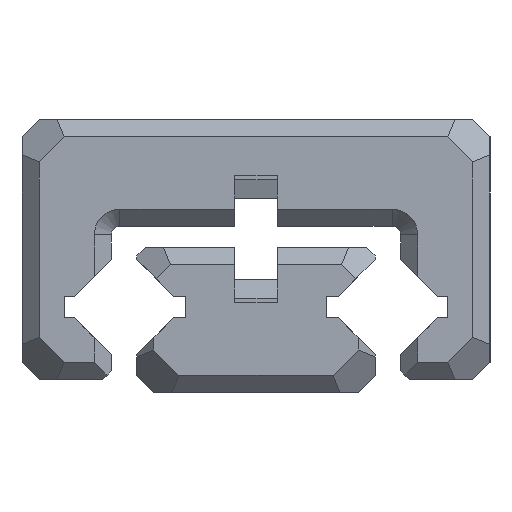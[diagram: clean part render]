
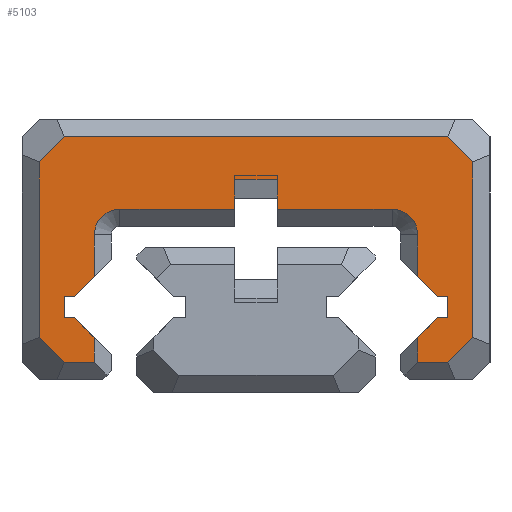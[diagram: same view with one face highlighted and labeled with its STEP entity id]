
A CAD part, left-side view. The second image highlights one B-rep face of the part: STEP entity #5103.
In plain terms, the highlighted planar face has unit normal (-1, 0, 0).
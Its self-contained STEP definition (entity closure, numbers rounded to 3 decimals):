
#4707=CIRCLE('',#28354,0.3);
#4708=CIRCLE('',#28355,0.3);
#5103=ADVANCED_FACE('',(#7322),#6309,.F.);
#6309=PLANE('',#28356);
#7322=FACE_OUTER_BOUND('',#8575,.T.);
#8575=EDGE_LOOP('',(#12017,#12018,#12019,#12020,#12021,#12022,#12023,#12024,
#12025,#12026,#12027,#12028,#12029,#12030,#12031,#12032,#12033,#12034,#12035,
#12036,#12037,#12038,#12039,#12040,#12041,#12042,#12043,#12044,#12045,#12046));
#12017=ORIENTED_EDGE('',*,*,#20221,.F.);
#12018=ORIENTED_EDGE('',*,*,#20222,.F.);
#12019=ORIENTED_EDGE('',*,*,#20223,.F.);
#12020=ORIENTED_EDGE('',*,*,#20224,.T.);
#12021=ORIENTED_EDGE('',*,*,#20225,.T.);
#12022=ORIENTED_EDGE('',*,*,#20226,.T.);
#12023=ORIENTED_EDGE('',*,*,#20227,.F.);
#12024=ORIENTED_EDGE('',*,*,#20228,.F.);
#12025=ORIENTED_EDGE('',*,*,#20229,.F.);
#12026=ORIENTED_EDGE('',*,*,#20230,.F.);
#12027=ORIENTED_EDGE('',*,*,#20231,.F.);
#12028=ORIENTED_EDGE('',*,*,#20232,.T.);
#12029=ORIENTED_EDGE('',*,*,#20233,.T.);
#12030=ORIENTED_EDGE('',*,*,#20234,.T.);
#12031=ORIENTED_EDGE('',*,*,#20235,.T.);
#12032=ORIENTED_EDGE('',*,*,#20236,.T.);
#12033=ORIENTED_EDGE('',*,*,#20237,.T.);
#12034=ORIENTED_EDGE('',*,*,#20238,.T.);
#12035=ORIENTED_EDGE('',*,*,#20239,.T.);
#12036=ORIENTED_EDGE('',*,*,#20240,.T.);
#12037=ORIENTED_EDGE('',*,*,#20241,.T.);
#12038=ORIENTED_EDGE('',*,*,#20242,.T.);
#12039=ORIENTED_EDGE('',*,*,#20243,.F.);
#12040=ORIENTED_EDGE('',*,*,#20244,.F.);
#12041=ORIENTED_EDGE('',*,*,#20245,.F.);
#12042=ORIENTED_EDGE('',*,*,#20246,.F.);
#12043=ORIENTED_EDGE('',*,*,#20247,.F.);
#12044=ORIENTED_EDGE('',*,*,#20248,.T.);
#12045=ORIENTED_EDGE('',*,*,#20249,.T.);
#12046=ORIENTED_EDGE('',*,*,#20250,.T.);
#17637=VERTEX_POINT('',#38108);
#17638=VERTEX_POINT('',#38109);
#17639=VERTEX_POINT('',#38111);
#17640=VERTEX_POINT('',#38113);
#17641=VERTEX_POINT('',#38115);
#17642=VERTEX_POINT('',#38117);
#17643=VERTEX_POINT('',#38119);
#17644=VERTEX_POINT('',#38121);
#17645=VERTEX_POINT('',#38123);
#17646=VERTEX_POINT('',#38125);
#17647=VERTEX_POINT('',#38127);
#17648=VERTEX_POINT('',#38129);
#17649=VERTEX_POINT('',#38131);
#17650=VERTEX_POINT('',#38133);
#17651=VERTEX_POINT('',#38135);
#17652=VERTEX_POINT('',#38137);
#17653=VERTEX_POINT('',#38139);
#17654=VERTEX_POINT('',#38141);
#17655=VERTEX_POINT('',#38143);
#17656=VERTEX_POINT('',#38145);
#17657=VERTEX_POINT('',#38147);
#17658=VERTEX_POINT('',#38149);
#17659=VERTEX_POINT('',#38151);
#17660=VERTEX_POINT('',#38153);
#17661=VERTEX_POINT('',#38155);
#17662=VERTEX_POINT('',#38157);
#17663=VERTEX_POINT('',#38159);
#17664=VERTEX_POINT('',#38161);
#17665=VERTEX_POINT('',#38163);
#17666=VERTEX_POINT('',#38165);
#20221=EDGE_CURVE('',#17637,#17638,#23453,.T.);
#20222=EDGE_CURVE('',#17639,#17637,#23454,.T.);
#20223=EDGE_CURVE('',#17640,#17639,#23455,.T.);
#20224=EDGE_CURVE('',#17640,#17641,#23456,.T.);
#20225=EDGE_CURVE('',#17641,#17642,#4707,.T.);
#20226=EDGE_CURVE('',#17642,#17643,#23457,.T.);
#20227=EDGE_CURVE('',#17644,#17643,#23458,.T.);
#20228=EDGE_CURVE('',#17645,#17644,#23459,.T.);
#20229=EDGE_CURVE('',#17646,#17645,#23460,.T.);
#20230=EDGE_CURVE('',#17647,#17646,#23461,.T.);
#20231=EDGE_CURVE('',#17648,#17647,#23462,.T.);
#20232=EDGE_CURVE('',#17648,#17649,#23463,.T.);
#20233=EDGE_CURVE('',#17649,#17650,#23464,.T.);
#20234=EDGE_CURVE('',#17650,#17651,#23465,.T.);
#20235=EDGE_CURVE('',#17651,#17652,#23466,.T.);
#20236=EDGE_CURVE('',#17652,#17653,#23467,.T.);
#20237=EDGE_CURVE('DRAWINGID_17',#17653,#17654,#23468,.T.);
#20238=EDGE_CURVE('',#17654,#17655,#23469,.T.);
#20239=EDGE_CURVE('',#17655,#17656,#23470,.T.);
#20240=EDGE_CURVE('',#17656,#17657,#23471,.T.);
#20241=EDGE_CURVE('',#17657,#17658,#23472,.T.);
#20242=EDGE_CURVE('',#17658,#17659,#23473,.T.);
#20243=EDGE_CURVE('',#17660,#17659,#23474,.T.);
#20244=EDGE_CURVE('',#17661,#17660,#23475,.T.);
#20245=EDGE_CURVE('',#17662,#17661,#23476,.T.);
#20246=EDGE_CURVE('',#17663,#17662,#23477,.T.);
#20247=EDGE_CURVE('',#17664,#17663,#23478,.T.);
#20248=EDGE_CURVE('',#17664,#17665,#23479,.T.);
#20249=EDGE_CURVE('',#17665,#17666,#4708,.T.);
#20250=EDGE_CURVE('',#17666,#17638,#23480,.T.);
#23453=LINE('',#38107,#26441);
#23454=LINE('',#38110,#26442);
#23455=LINE('',#38112,#26443);
#23456=LINE('',#38114,#26444);
#23457=LINE('',#38118,#26445);
#23458=LINE('',#38120,#26446);
#23459=LINE('',#38122,#26447);
#23460=LINE('',#38124,#26448);
#23461=LINE('',#38126,#26449);
#23462=LINE('',#38128,#26450);
#23463=LINE('',#38130,#26451);
#23464=LINE('',#38132,#26452);
#23465=LINE('',#38134,#26453);
#23466=LINE('',#38136,#26454);
#23467=LINE('',#38138,#26455);
#23468=LINE('',#38140,#26456);
#23469=LINE('',#38142,#26457);
#23470=LINE('',#38144,#26458);
#23471=LINE('',#38146,#26459);
#23472=LINE('',#38148,#26460);
#23473=LINE('',#38150,#26461);
#23474=LINE('',#38152,#26462);
#23475=LINE('',#38154,#26463);
#23476=LINE('',#38156,#26464);
#23477=LINE('',#38158,#26465);
#23478=LINE('',#38160,#26466);
#23479=LINE('',#38162,#26467);
#23480=LINE('',#38166,#26468);
#26441=VECTOR('',#31322,1.);
#26442=VECTOR('',#31323,1.);
#26443=VECTOR('',#31324,1.);
#26444=VECTOR('',#31325,1.);
#26445=VECTOR('',#31328,1.);
#26446=VECTOR('',#31329,1.);
#26447=VECTOR('',#31330,1.);
#26448=VECTOR('',#31331,1.);
#26449=VECTOR('',#31332,1.);
#26450=VECTOR('',#31333,1.);
#26451=VECTOR('',#31334,1.);
#26452=VECTOR('',#31335,1.);
#26453=VECTOR('',#31336,1.);
#26454=VECTOR('',#31337,1.);
#26455=VECTOR('',#31338,1.);
#26456=VECTOR('',#31339,1.);
#26457=VECTOR('',#31340,1.);
#26458=VECTOR('',#31341,1.);
#26459=VECTOR('',#31342,1.);
#26460=VECTOR('',#31343,1.);
#26461=VECTOR('',#31344,1.);
#26462=VECTOR('',#31345,1.);
#26463=VECTOR('',#31346,1.);
#26464=VECTOR('',#31347,1.);
#26465=VECTOR('',#31348,1.);
#26466=VECTOR('',#31349,1.);
#26467=VECTOR('',#31350,1.);
#26468=VECTOR('',#31353,1.);
#28354=AXIS2_PLACEMENT_3D('',#38116,#31326,#31327);
#28355=AXIS2_PLACEMENT_3D('',#38164,#31351,#31352);
#28356=AXIS2_PLACEMENT_3D('',#38167,#31354,#31355);
#31322=DIRECTION('',(0.,0.,-1.));
#31323=DIRECTION('',(0.,1.,0.));
#31324=DIRECTION('',(0.,0.,1.));
#31325=DIRECTION('',(0.,-1.,0.));
#31326=DIRECTION('',(1.,0.,0.));
#31327=DIRECTION('',(0.,0.,-1.));
#31328=DIRECTION('',(0.,0.,-1.));
#31329=DIRECTION('',(0.,0.707,0.707));
#31330=DIRECTION('',(0.,1.,0.));
#31331=DIRECTION('',(0.,0.,1.));
#31332=DIRECTION('',(0.,-1.,0.));
#31333=DIRECTION('',(0.,-0.707,0.707));
#31334=DIRECTION('',(0.,0.,-1.));
#31335=DIRECTION('',(0.,-1.,0.));
#31336=DIRECTION('',(0.,-0.707,0.707));
#31337=DIRECTION('',(0.,0.,1.));
#31338=DIRECTION('',(0.,0.707,0.707));
#31339=DIRECTION('',(0.,1.,0.));
#31340=DIRECTION('',(0.,0.707,-0.707));
#31341=DIRECTION('',(0.,0.,-1.));
#31342=DIRECTION('',(0.,-0.707,-0.707));
#31343=DIRECTION('',(0.,-1.,0.));
#31344=DIRECTION('',(0.,0.,1.));
#31345=DIRECTION('',(0.,-0.707,-0.707));
#31346=DIRECTION('',(0.,-1.,0.));
#31347=DIRECTION('',(0.,0.,-1.));
#31348=DIRECTION('',(0.,1.,0.));
#31349=DIRECTION('',(0.,0.707,-0.707));
#31350=DIRECTION('',(0.,0.,1.));
#31351=DIRECTION('',(1.,0.,0.));
#31352=DIRECTION('',(0.,0.,-1.));
#31353=DIRECTION('',(0.,-1.,0.));
#31354=DIRECTION('',(1.,0.,0.));
#31355=DIRECTION('',(0.,0.,1.));
#38107=CARTESIAN_POINT('',(-12.5,0.25,0.));
#38108=CARTESIAN_POINT('',(-12.5,0.25,2.496));
#38109=CARTESIAN_POINT('',(-12.5,0.25,2.15));
#38110=CARTESIAN_POINT('',(-12.5,0.,2.496));
#38111=CARTESIAN_POINT('',(-12.5,-0.25,2.496));
#38112=CARTESIAN_POINT('',(-12.5,-0.25,0.));
#38113=CARTESIAN_POINT('',(-12.5,-0.25,2.15));
#38114=CARTESIAN_POINT('',(-12.5,0.,2.15));
#38115=CARTESIAN_POINT('',(-12.5,-1.6,2.15));
#38116=CARTESIAN_POINT('',(-12.5,-1.6,1.85));
#38117=CARTESIAN_POINT('',(-12.5,-1.9,1.85));
#38118=CARTESIAN_POINT('',(-12.5,-1.9,0.));
#38119=CARTESIAN_POINT('',(-12.5,-1.9,1.357));
#38120=CARTESIAN_POINT('',(-12.5,-2.132,1.125));
#38121=CARTESIAN_POINT('',(-12.5,-2.132,1.125));
#38122=CARTESIAN_POINT('',(-12.5,-2.25,1.125));
#38123=CARTESIAN_POINT('',(-12.5,-2.25,1.125));
#38124=CARTESIAN_POINT('',(-12.5,-2.25,1.007));
#38125=CARTESIAN_POINT('',(-12.5,-2.25,0.875));
#38126=CARTESIAN_POINT('',(-12.5,-2.132,0.875));
#38127=CARTESIAN_POINT('',(-12.5,-2.132,0.875));
#38128=CARTESIAN_POINT('',(-12.5,-1.7,0.443));
#38129=CARTESIAN_POINT('',(-12.5,-1.9,0.643));
#38130=CARTESIAN_POINT('',(-12.5,-1.9,0.));
#38131=CARTESIAN_POINT('',(-12.5,-1.9,0.35));
#38132=CARTESIAN_POINT('',(-12.5,0.,0.35));
#38133=CARTESIAN_POINT('',(-12.5,-2.255,0.35));
#38134=CARTESIAN_POINT('',(-12.5,-2.503,0.597));
#38135=CARTESIAN_POINT('',(-12.5,-2.55,0.645));
#38136=CARTESIAN_POINT('',(-12.5,-2.55,0.));
#38137=CARTESIAN_POINT('',(-12.5,-2.55,2.705));
#38138=CARTESIAN_POINT('',(-12.5,-2.303,2.953));
#38139=CARTESIAN_POINT('',(-12.5,-2.255,3.));
#38140=CARTESIAN_POINT('',(-12.5,0.,3.));
#38141=CARTESIAN_POINT('',(-12.5,2.255,3.));
#38142=CARTESIAN_POINT('',(-12.5,2.503,2.753));
#38143=CARTESIAN_POINT('',(-12.5,2.55,2.705));
#38144=CARTESIAN_POINT('',(-12.5,2.55,0.));
#38145=CARTESIAN_POINT('',(-12.5,2.55,0.645));
#38146=CARTESIAN_POINT('',(-12.5,2.303,0.397));
#38147=CARTESIAN_POINT('',(-12.5,2.255,0.35));
#38148=CARTESIAN_POINT('',(-12.5,0.,0.35));
#38149=CARTESIAN_POINT('',(-12.5,1.9,0.35));
#38150=CARTESIAN_POINT('',(-12.5,1.9,0.));
#38151=CARTESIAN_POINT('',(-12.5,1.9,0.643));
#38152=CARTESIAN_POINT('',(-12.5,2.132,0.875));
#38153=CARTESIAN_POINT('',(-12.5,2.132,0.875));
#38154=CARTESIAN_POINT('',(-12.5,2.25,0.875));
#38155=CARTESIAN_POINT('',(-12.5,2.25,0.875));
#38156=CARTESIAN_POINT('',(-12.5,2.25,0.993));
#38157=CARTESIAN_POINT('',(-12.5,2.25,1.125));
#38158=CARTESIAN_POINT('',(-12.5,2.132,1.125));
#38159=CARTESIAN_POINT('',(-12.5,2.132,1.125));
#38160=CARTESIAN_POINT('',(-12.5,1.7,1.557));
#38161=CARTESIAN_POINT('',(-12.5,1.9,1.357));
#38162=CARTESIAN_POINT('',(-12.5,1.9,0.));
#38163=CARTESIAN_POINT('',(-12.5,1.9,1.85));
#38164=CARTESIAN_POINT('',(-12.5,1.6,1.85));
#38165=CARTESIAN_POINT('',(-12.5,1.6,2.15));
#38166=CARTESIAN_POINT('',(-12.5,0.,2.15));
#38167=CARTESIAN_POINT('',(-12.5,0.,0.));
